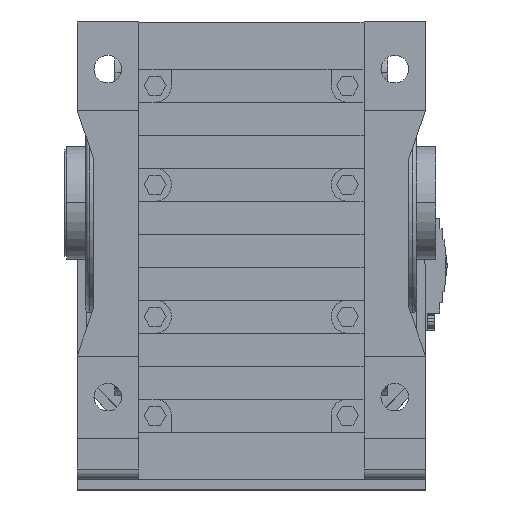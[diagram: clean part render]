
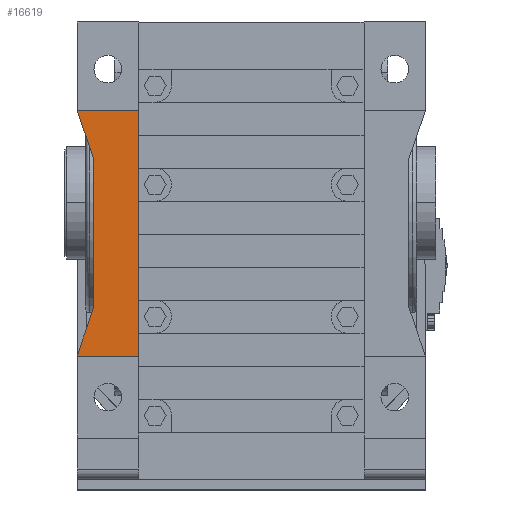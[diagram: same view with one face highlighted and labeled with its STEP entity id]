
A CAD part, top view. The second image highlights one B-rep face of the part: STEP entity #16619.
In plain terms, the highlighted planar face has unit normal (0, 0, 1).
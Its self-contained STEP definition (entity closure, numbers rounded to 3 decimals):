
#6470 = PLANE('',#6471);
#6471 = AXIS2_PLACEMENT_3D('',#6472,#6473,#6474);
#6472 = CARTESIAN_POINT('',(-85.,-75.,90.));
#6473 = DIRECTION('',(-0.946,0.325,0.));
#6474 = DIRECTION('',(-0.325,-0.946,0.));
#6498 = PLANE('',#6499);
#6499 = AXIS2_PLACEMENT_3D('',#6500,#6501,#6502);
#6500 = CARTESIAN_POINT('',(-76.75,-51.,90.));
#6501 = DIRECTION('',(-1.,0.,0.));
#6502 = DIRECTION('',(0.,0.,1.));
#6526 = PLANE('',#6527);
#6527 = AXIS2_PLACEMENT_3D('',#6528,#6529,#6530);
#6528 = CARTESIAN_POINT('',(-76.75,21.,90.));
#6529 = DIRECTION('',(-0.946,-0.325,0.));
#6530 = DIRECTION('',(0.325,-0.946,0.));
#10427 = VERTEX_POINT('',#10428);
#10428 = CARTESIAN_POINT('',(-85.,45.,87.55));
#10465 = PLANE('',#10466);
#10466 = AXIS2_PLACEMENT_3D('',#10467,#10468,#10469);
#10467 = CARTESIAN_POINT('',(85.,45.,90.));
#10468 = DIRECTION('',(0.,1.,0.));
#10469 = DIRECTION('',(0.,0.,1.));
#10530 = EDGE_CURVE('',#10531,#10427,#10533,.T.);
#10531 = VERTEX_POINT('',#10532);
#10532 = CARTESIAN_POINT('',(-76.75,21.,87.55));
#10533 = SURFACE_CURVE('',#10534,(#10538,#10545),.PCURVE_S1.);
#10534 = LINE('',#10535,#10536);
#10535 = CARTESIAN_POINT('',(-67.035,-7.262,87.55));
#10536 = VECTOR('',#10537,1.);
#10537 = DIRECTION('',(-0.325,0.946,
    0.));
#10538 = PCURVE('',#6526,#10539);
#10539 = DEFINITIONAL_REPRESENTATION('',(#10540),#10544);
#10540 = LINE('',#10541,#10542);
#10541 = CARTESIAN_POINT('',(29.885,-2.45));
#10542 = VECTOR('',#10543,1.);
#10543 = DIRECTION('',(-1.,0.));
#10544 = ( GEOMETRIC_REPRESENTATION_CONTEXT(2) 
PARAMETRIC_REPRESENTATION_CONTEXT() REPRESENTATION_CONTEXT('2D SPACE',''
  ) );
#10545 = PCURVE('',#10546,#10551);
#10546 = PLANE('',#10547);
#10547 = AXIS2_PLACEMENT_3D('',#10548,#10549,#10550);
#10548 = CARTESIAN_POINT('',(85.,45.,87.55));
#10549 = DIRECTION('',(0.,0.,-1.));
#10550 = DIRECTION('',(0.,1.,0.));
#10551 = DEFINITIONAL_REPRESENTATION('',(#10552),#10556);
#10552 = LINE('',#10553,#10554);
#10553 = CARTESIAN_POINT('',(-52.262,-152.035));
#10554 = VECTOR('',#10555,1.);
#10555 = DIRECTION('',(0.946,-0.325));
#10556 = ( GEOMETRIC_REPRESENTATION_CONTEXT(2) 
PARAMETRIC_REPRESENTATION_CONTEXT() REPRESENTATION_CONTEXT('2D SPACE',''
  ) );
#10584 = EDGE_CURVE('',#10585,#10587,#10589,.T.);
#10585 = VERTEX_POINT('',#10586);
#10586 = CARTESIAN_POINT('',(-85.,-75.,87.55));
#10587 = VERTEX_POINT('',#10588);
#10588 = CARTESIAN_POINT('',(-76.75,-51.,87.55));
#10589 = SURFACE_CURVE('',#10590,(#10594,#10601),.PCURVE_S1.);
#10590 = LINE('',#10591,#10592);
#10591 = CARTESIAN_POINT('',(-30.144,84.581,87.55));
#10592 = VECTOR('',#10593,1.);
#10593 = DIRECTION('',(0.325,0.946,0.
    ));
#10594 = PCURVE('',#6470,#10595);
#10595 = DEFINITIONAL_REPRESENTATION('',(#10596),#10600);
#10596 = LINE('',#10597,#10598);
#10597 = CARTESIAN_POINT('',(-168.746,-2.45));
#10598 = VECTOR('',#10599,1.);
#10599 = DIRECTION('',(-1.,0.));
#10600 = ( GEOMETRIC_REPRESENTATION_CONTEXT(2) 
PARAMETRIC_REPRESENTATION_CONTEXT() REPRESENTATION_CONTEXT('2D SPACE',''
  ) );
#10601 = PCURVE('',#10546,#10602);
#10602 = DEFINITIONAL_REPRESENTATION('',(#10603),#10607);
#10603 = LINE('',#10604,#10605);
#10604 = CARTESIAN_POINT('',(39.581,-115.144));
#10605 = VECTOR('',#10606,1.);
#10606 = DIRECTION('',(0.946,0.325));
#10607 = ( GEOMETRIC_REPRESENTATION_CONTEXT(2) 
PARAMETRIC_REPRESENTATION_CONTEXT() REPRESENTATION_CONTEXT('2D SPACE',''
  ) );
#11003 = PLANE('',#11004);
#11004 = AXIS2_PLACEMENT_3D('',#11005,#11006,#11007);
#11005 = CARTESIAN_POINT('',(85.,-75.,90.));
#11006 = DIRECTION('',(0.,-1.,0.));
#11007 = DIRECTION('',(0.,0.,-1.));
#11206 = EDGE_CURVE('',#10587,#10531,#11207,.T.);
#11207 = SURFACE_CURVE('',#11208,(#11212,#11219),.PCURVE_S1.);
#11208 = LINE('',#11209,#11210);
#11209 = CARTESIAN_POINT('',(-76.75,45.,87.55));
#11210 = VECTOR('',#11211,1.);
#11211 = DIRECTION('',(0.,1.,0.));
#11212 = PCURVE('',#6498,#11213);
#11213 = DEFINITIONAL_REPRESENTATION('',(#11214),#11218);
#11214 = LINE('',#11215,#11216);
#11215 = CARTESIAN_POINT('',(-2.45,96.));
#11216 = VECTOR('',#11217,1.);
#11217 = DIRECTION('',(0.,1.));
#11218 = ( GEOMETRIC_REPRESENTATION_CONTEXT(2) 
PARAMETRIC_REPRESENTATION_CONTEXT() REPRESENTATION_CONTEXT('2D SPACE',''
  ) );
#11219 = PCURVE('',#10546,#11220);
#11220 = DEFINITIONAL_REPRESENTATION('',(#11221),#11225);
#11221 = LINE('',#11222,#11223);
#11222 = CARTESIAN_POINT('',(0.,-161.75));
#11223 = VECTOR('',#11224,1.);
#11224 = DIRECTION('',(1.,0.));
#11225 = ( GEOMETRIC_REPRESENTATION_CONTEXT(2) 
PARAMETRIC_REPRESENTATION_CONTEXT() REPRESENTATION_CONTEXT('2D SPACE',''
  ) );
#11272 = PLANE('',#11273);
#11273 = AXIS2_PLACEMENT_3D('',#11274,#11275,#11276);
#11274 = CARTESIAN_POINT('',(-55.,88.,75.55));
#11275 = DIRECTION('',(-1.,0.,0.));
#11276 = DIRECTION('',(0.,0.,1.));
#16574 = EDGE_CURVE('',#16575,#10427,#16577,.T.);
#16575 = VERTEX_POINT('',#16576);
#16576 = CARTESIAN_POINT('',(-55.,45.,87.55));
#16577 = SURFACE_CURVE('',#16578,(#16582,#16589),.PCURVE_S1.);
#16578 = LINE('',#16579,#16580);
#16579 = CARTESIAN_POINT('',(85.,45.,87.55));
#16580 = VECTOR('',#16581,1.);
#16581 = DIRECTION('',(-1.,0.,0.));
#16582 = PCURVE('',#10465,#16583);
#16583 = DEFINITIONAL_REPRESENTATION('',(#16584),#16588);
#16584 = LINE('',#16585,#16586);
#16585 = CARTESIAN_POINT('',(-2.45,0.));
#16586 = VECTOR('',#16587,1.);
#16587 = DIRECTION('',(0.,-1.));
#16588 = ( GEOMETRIC_REPRESENTATION_CONTEXT(2) 
PARAMETRIC_REPRESENTATION_CONTEXT() REPRESENTATION_CONTEXT('2D SPACE',''
  ) );
#16589 = PCURVE('',#10546,#16590);
#16590 = DEFINITIONAL_REPRESENTATION('',(#16591),#16595);
#16591 = LINE('',#16592,#16593);
#16592 = CARTESIAN_POINT('',(0.,0.));
#16593 = VECTOR('',#16594,1.);
#16594 = DIRECTION('',(0.,-1.));
#16595 = ( GEOMETRIC_REPRESENTATION_CONTEXT(2) 
PARAMETRIC_REPRESENTATION_CONTEXT() REPRESENTATION_CONTEXT('2D SPACE',''
  ) );
#16619 = ADVANCED_FACE('',(#16620),#10546,.F.);
#16620 = FACE_BOUND('',#16621,.T.);
#16621 = EDGE_LOOP('',(#16622,#16645,#16666,#16667,#16668,#16669));
#16622 = ORIENTED_EDGE('',*,*,#16623,.F.);
#16623 = EDGE_CURVE('',#16624,#10585,#16626,.T.);
#16624 = VERTEX_POINT('',#16625);
#16625 = CARTESIAN_POINT('',(-55.,-75.,87.55));
#16626 = SURFACE_CURVE('',#16627,(#16631,#16638),.PCURVE_S1.);
#16627 = LINE('',#16628,#16629);
#16628 = CARTESIAN_POINT('',(85.,-75.,87.55));
#16629 = VECTOR('',#16630,1.);
#16630 = DIRECTION('',(-1.,0.,0.));
#16631 = PCURVE('',#10546,#16632);
#16632 = DEFINITIONAL_REPRESENTATION('',(#16633),#16637);
#16633 = LINE('',#16634,#16635);
#16634 = CARTESIAN_POINT('',(-120.,0.));
#16635 = VECTOR('',#16636,1.);
#16636 = DIRECTION('',(0.,-1.));
#16637 = ( GEOMETRIC_REPRESENTATION_CONTEXT(2) 
PARAMETRIC_REPRESENTATION_CONTEXT() REPRESENTATION_CONTEXT('2D SPACE',''
  ) );
#16638 = PCURVE('',#11003,#16639);
#16639 = DEFINITIONAL_REPRESENTATION('',(#16640),#16644);
#16640 = LINE('',#16641,#16642);
#16641 = CARTESIAN_POINT('',(2.45,0.));
#16642 = VECTOR('',#16643,1.);
#16643 = DIRECTION('',(0.,-1.));
#16644 = ( GEOMETRIC_REPRESENTATION_CONTEXT(2) 
PARAMETRIC_REPRESENTATION_CONTEXT() REPRESENTATION_CONTEXT('2D SPACE',''
  ) );
#16645 = ORIENTED_EDGE('',*,*,#16646,.T.);
#16646 = EDGE_CURVE('',#16624,#16575,#16647,.T.);
#16647 = SURFACE_CURVE('',#16648,(#16652,#16659),.PCURVE_S1.);
#16648 = LINE('',#16649,#16650);
#16649 = CARTESIAN_POINT('',(-55.,45.,87.55));
#16650 = VECTOR('',#16651,1.);
#16651 = DIRECTION('',(0.,1.,0.));
#16652 = PCURVE('',#10546,#16653);
#16653 = DEFINITIONAL_REPRESENTATION('',(#16654),#16658);
#16654 = LINE('',#16655,#16656);
#16655 = CARTESIAN_POINT('',(0.,-140.));
#16656 = VECTOR('',#16657,1.);
#16657 = DIRECTION('',(1.,0.));
#16658 = ( GEOMETRIC_REPRESENTATION_CONTEXT(2) 
PARAMETRIC_REPRESENTATION_CONTEXT() REPRESENTATION_CONTEXT('2D SPACE',''
  ) );
#16659 = PCURVE('',#11272,#16660);
#16660 = DEFINITIONAL_REPRESENTATION('',(#16661),#16665);
#16661 = LINE('',#16662,#16663);
#16662 = CARTESIAN_POINT('',(12.,-43.));
#16663 = VECTOR('',#16664,1.);
#16664 = DIRECTION('',(0.,1.));
#16665 = ( GEOMETRIC_REPRESENTATION_CONTEXT(2) 
PARAMETRIC_REPRESENTATION_CONTEXT() REPRESENTATION_CONTEXT('2D SPACE',''
  ) );
#16666 = ORIENTED_EDGE('',*,*,#16574,.T.);
#16667 = ORIENTED_EDGE('',*,*,#10530,.F.);
#16668 = ORIENTED_EDGE('',*,*,#11206,.F.);
#16669 = ORIENTED_EDGE('',*,*,#10584,.F.);
